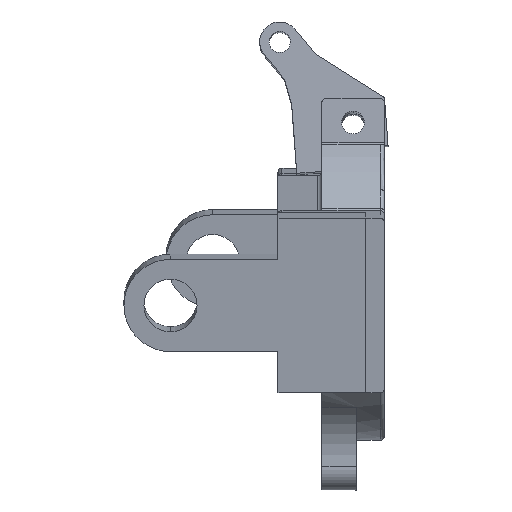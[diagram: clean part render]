
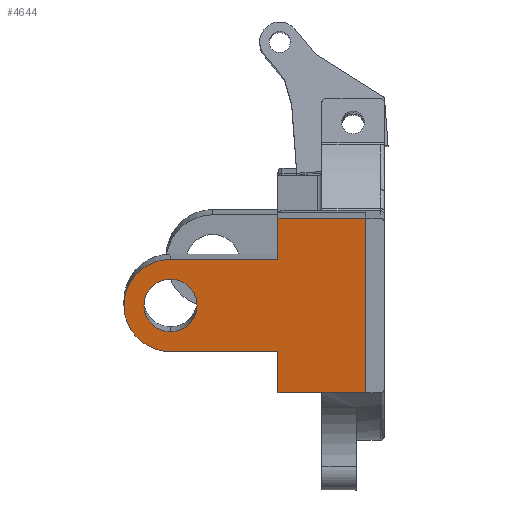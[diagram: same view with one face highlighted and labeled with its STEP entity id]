
A CAD part, top view. The second image highlights one B-rep face of the part: STEP entity #4644.
In plain terms, the highlighted face is planar.
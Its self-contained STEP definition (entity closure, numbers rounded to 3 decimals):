
#43 = VECTOR ( 'NONE', #931, 1000. ) ;
#55 = ORIENTED_EDGE ( 'NONE', *, *, #5007, .T. ) ;
#92 = CARTESIAN_POINT ( 'NONE',  ( 50.665, 0., 15. ) ) ;
#105 = EDGE_CURVE ( 'NONE', #4712, #4747, #4738, .T. ) ;
#134 = VERTEX_POINT ( 'NONE', #92 ) ;
#181 = EDGE_CURVE ( 'NONE', #134, #4384, #3003, .T. ) ;
#222 = AXIS2_PLACEMENT_3D ( 'NONE', #1125, #3232, #1223 ) ;
#273 = ORIENTED_EDGE ( 'NONE', *, *, #1259, .T. ) ;
#408 = CARTESIAN_POINT ( 'NONE',  ( 33.165, -40.434, 15. ) ) ;
#455 = FACE_BOUND ( 'NONE', #1049, .T. ) ;
#498 = CARTESIAN_POINT ( 'NONE',  ( 0., 0., 15. ) ) ;
#536 = DIRECTION ( 'NONE',  ( 1., 0., 0. ) ) ;
#810 = LINE ( 'NONE', #1195, #1958 ) ;
#834 = DIRECTION ( 'NONE',  ( 0., 1., 0. ) ) ;
#902 = VERTEX_POINT ( 'NONE', #4137 ) ;
#931 = DIRECTION ( 'NONE',  ( 0., -1., 0. ) ) ;
#949 = VERTEX_POINT ( 'NONE', #4992 ) ;
#1049 = EDGE_LOOP ( 'NONE', ( #2468, #3566 ) ) ;
#1125 = CARTESIAN_POINT ( 'NONE',  ( 33.165, -40.434, 15. ) ) ;
#1195 = CARTESIAN_POINT ( 'NONE',  ( 15.665, 0., 15. ) ) ;
#1223 = DIRECTION ( 'NONE',  ( 1., 0., 0. ) ) ;
#1240 = DIRECTION ( 'NONE',  ( -1., 0., 0. ) ) ;
#1259 = EDGE_CURVE ( 'NONE', #4384, #2612, #5371, .T. ) ;
#1611 = AXIS2_PLACEMENT_3D ( 'NONE', #3138, #5149, #3988 ) ;
#1626 = CARTESIAN_POINT ( 'NONE',  ( 66.33, 0., 15. ) ) ;
#1679 = ORIENTED_EDGE ( 'NONE', *, *, #4464, .T. ) ;
#1702 = VECTOR ( 'NONE', #1240, 1000. ) ;
#1776 = ORIENTED_EDGE ( 'NONE', *, *, #2923, .T. ) ;
#1958 = VECTOR ( 'NONE', #3279, 1000. ) ;
#2094 = LINE ( 'NONE', #3397, #4063 ) ;
#2192 = DIRECTION ( 'NONE',  ( 1., 0., 0. ) ) ;
#2254 = VECTOR ( 'NONE', #834, 1000. ) ;
#2261 = CARTESIAN_POINT ( 'NONE',  ( 50.665, -40.434, 15. ) ) ;
#2355 = CARTESIAN_POINT ( 'NONE',  ( 23.165, -40.434, 15. ) ) ;
#2382 = AXIS2_PLACEMENT_3D ( 'NONE', #408, #2598, #4596 ) ;
#2468 = ORIENTED_EDGE ( 'NONE', *, *, #105, .F. ) ;
#2469 = DIRECTION ( 'NONE',  ( 1., 0., 0. ) ) ;
#2502 = DIRECTION ( 'NONE',  ( 0., 1., 0. ) ) ;
#2539 = DIRECTION ( 'NONE',  ( 0., 0., 1. ) ) ;
#2555 = CARTESIAN_POINT ( 'NONE',  ( 15.665, -40.434, 15. ) ) ;
#2557 = CIRCLE ( 'NONE', #1611, 10. ) ;
#2598 = DIRECTION ( 'NONE',  ( 0., 0., 1. ) ) ;
#2612 = VERTEX_POINT ( 'NONE', #4196 ) ;
#2688 = CARTESIAN_POINT ( 'NONE',  ( 66.33, 0., 15. ) ) ;
#2803 = VERTEX_POINT ( 'NONE', #2261 ) ;
#2923 = EDGE_CURVE ( 'NONE', #4990, #2803, #3961, .T. ) ;
#3002 = FACE_OUTER_BOUND ( 'NONE', #4306, .T. ) ;
#3003 = LINE ( 'NONE', #3750, #4574 ) ;
#3138 = CARTESIAN_POINT ( 'NONE',  ( 33.165, -40.434, 15. ) ) ;
#3175 = AXIS2_PLACEMENT_3D ( 'NONE', #4674, #2539, #2192 ) ;
#3232 = DIRECTION ( 'NONE',  ( 0., 0., 1. ) ) ;
#3279 = DIRECTION ( 'NONE',  ( 0., -1., 0. ) ) ;
#3307 = ORIENTED_EDGE ( 'NONE', *, *, #181, .T. ) ;
#3388 = PLANE ( 'NONE',  #3175 ) ;
#3397 = CARTESIAN_POINT ( 'NONE',  ( 0., 0., 15. ) ) ;
#3409 = ORIENTED_EDGE ( 'NONE', *, *, #5208, .T. ) ;
#3566 = ORIENTED_EDGE ( 'NONE', *, *, #4086, .F. ) ;
#3750 = CARTESIAN_POINT ( 'NONE',  ( 50.665, 0., 15. ) ) ;
#3765 = CARTESIAN_POINT ( 'NONE',  ( 50.665, 0., 15. ) ) ;
#3850 = CARTESIAN_POINT ( 'NONE',  ( 0., 33., 15. ) ) ;
#3893 = LINE ( 'NONE', #3765, #4212 ) ;
#3961 = CIRCLE ( 'NONE', #222, 17.5 ) ;
#3988 = DIRECTION ( 'NONE',  ( 1., 0., 0. ) ) ;
#3992 = CARTESIAN_POINT ( 'NONE',  ( 43.165, -40.434, 15. ) ) ;
#4063 = VECTOR ( 'NONE', #2469, 1000. ) ;
#4086 = EDGE_CURVE ( 'NONE', #4747, #4712, #2557, .T. ) ;
#4137 = CARTESIAN_POINT ( 'NONE',  ( 0., 33., 15. ) ) ;
#4195 = VERTEX_POINT ( 'NONE', #4335 ) ;
#4196 = CARTESIAN_POINT ( 'NONE',  ( 66.33, 33., 15. ) ) ;
#4212 = VECTOR ( 'NONE', #2502, 1000. ) ;
#4251 = EDGE_CURVE ( 'NONE', #2803, #134, #3893, .T. ) ;
#4306 = EDGE_LOOP ( 'NONE', ( #3409, #1679, #1776, #5247, #3307, #273, #5105, #55 ) ) ;
#4335 = CARTESIAN_POINT ( 'NONE',  ( 15.665, 0., 15. ) ) ;
#4384 = VERTEX_POINT ( 'NONE', #2688 ) ;
#4464 = EDGE_CURVE ( 'NONE', #4195, #4990, #810, .T. ) ;
#4555 = LINE ( 'NONE', #498, #43 ) ;
#4574 = VECTOR ( 'NONE', #536, 1000. ) ;
#4596 = DIRECTION ( 'NONE',  ( 1., 0., 0. ) ) ;
#4644 = ADVANCED_FACE ( 'NONE', ( #3002, #455 ), #3388, .T. ) ;
#4674 = CARTESIAN_POINT ( 'NONE',  ( 33.165, -40.434, 15. ) ) ;
#4712 = VERTEX_POINT ( 'NONE', #2355 ) ;
#4738 = CIRCLE ( 'NONE', #2382, 10. ) ;
#4747 = VERTEX_POINT ( 'NONE', #3992 ) ;
#4878 = EDGE_CURVE ( 'NONE', #2612, #902, #5008, .T. ) ;
#4990 = VERTEX_POINT ( 'NONE', #2555 ) ;
#4992 = CARTESIAN_POINT ( 'NONE',  ( 0., 0., 15. ) ) ;
#5007 = EDGE_CURVE ( 'NONE', #902, #949, #4555, .T. ) ;
#5008 = LINE ( 'NONE', #3850, #1702 ) ;
#5105 = ORIENTED_EDGE ( 'NONE', *, *, #4878, .T. ) ;
#5149 = DIRECTION ( 'NONE',  ( 0., 0., 1. ) ) ;
#5208 = EDGE_CURVE ( 'NONE', #949, #4195, #2094, .T. ) ;
#5247 = ORIENTED_EDGE ( 'NONE', *, *, #4251, .T. ) ;
#5371 = LINE ( 'NONE', #1626, #2254 ) ;
